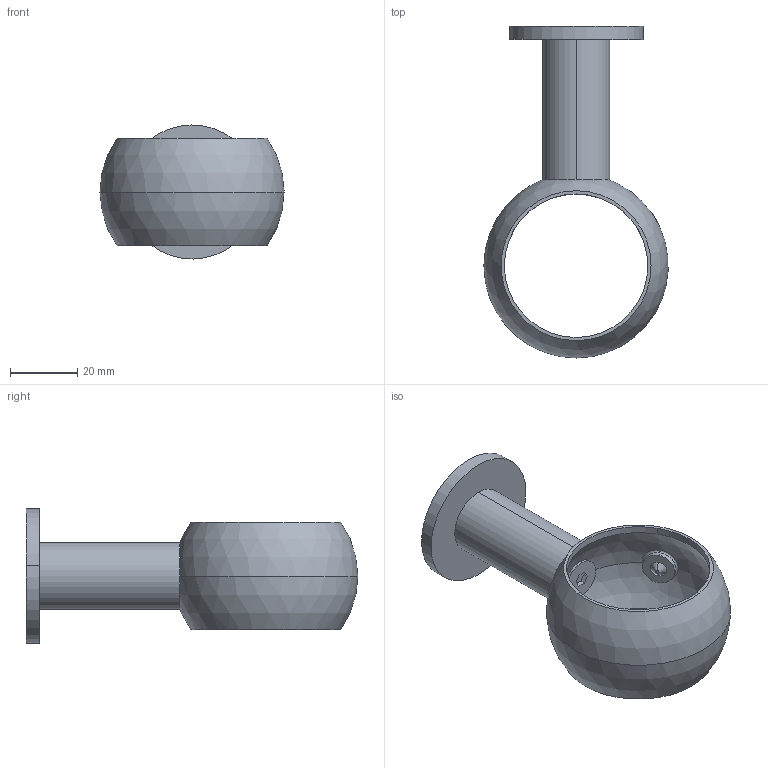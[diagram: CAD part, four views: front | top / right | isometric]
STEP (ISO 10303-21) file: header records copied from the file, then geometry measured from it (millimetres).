
FILE_DESCRIPTION (( 'STEP AP203' ), '1' );
FILE_NAME ('A_0708-42-55-35.STEP', '2019-04-05T11:27:47', ( '' ), ( '' ), 'SwSTEP 2.0', 'SolidWorks 2013', '' );
FILE_SCHEMA (( 'CONFIG_CONTROL_DESIGN' ));
Length unit declared in the file: millimetre
Products named in the file (7): A_014; A_1732-040-12; DIN 914_SKRUTKA M 6X 6; Skrutka DIN 7991_Skrutka M 6x 16; A_0708-42-55-35; A6_42-55-35-B; A6_42-55-35-B_skupina
Assembly tree (6 placements, depth 3):
  A_0708-42-55-35
    A6_42-55-35-B_skupina
      A6_42-55-35-B
      DIN 914_SKRUTKA M 6X 6
    A_014
    A_1732-040-12
    Skrutka DIN 7991_Skrutka M 6x 16
Bounding box: 54.95 x 99 x 40 mm (x, y, z)
Volume: 26536.2 mm3; surface area: 18557.3 mm2
Topology: 5 solids, 5 shells, 72 faces, 168 edges, 104 vertices
Faces by surface type: cylinder 24, plane 24, cone 16, sphere 6, torus 2
Entity records: 2813 total; most frequent: DIRECTION 416, CARTESIAN_POINT 350, ORIENTED_EDGE 328, AXIS2_PLACEMENT_3D 170, EDGE_CURVE 164, VERTEX_POINT 104, CIRCLE 88, EDGE_LOOP 84
